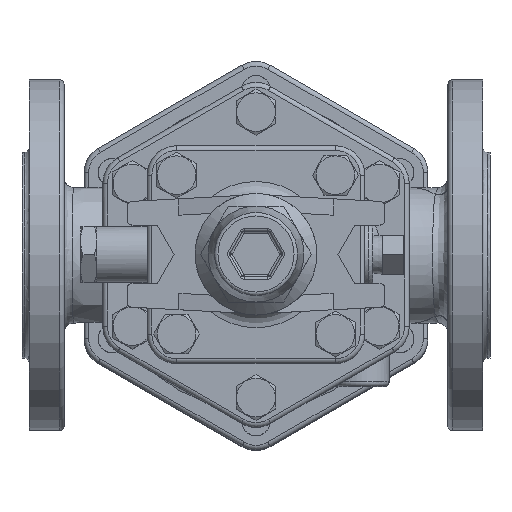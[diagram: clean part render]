
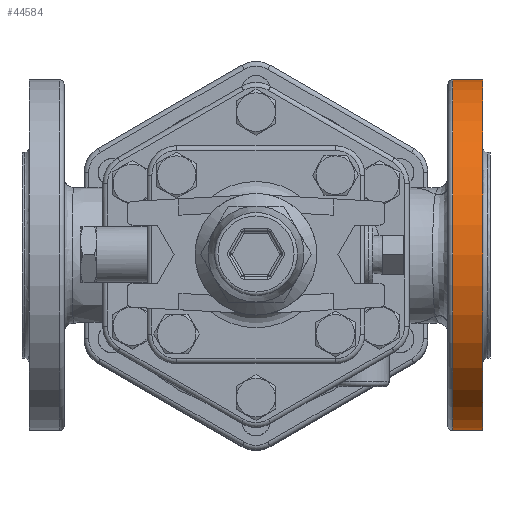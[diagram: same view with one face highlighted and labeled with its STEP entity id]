
A CAD part, top view. The second image highlights one B-rep face of the part: STEP entity #44584.
In plain terms, the highlighted cylindrical face has radius 75 mm (diameter 150 mm), a full revolution.
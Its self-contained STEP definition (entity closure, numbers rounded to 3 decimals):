
#44550=CARTESIAN_POINT('',(84.,0.,33.));
#44551=VERTEX_POINT('',#44550);
#44552=CARTESIAN_POINT('',(84.,0.0,108.));
#44553=DIRECTION('',(-1.0,0.0,0.0));
#44554=DIRECTION('',(0.0,0.0,1.0));
#44555=AXIS2_PLACEMENT_3D('',#44552,#44553,#44554);
#44556=CIRCLE('',#44555,75.0);
#44557=EDGE_CURVE('',#44551,#44551,#44556,.T.);
#44565=CARTESIAN_POINT('',(100.,0.0,108.0));
#44566=DIRECTION('',(-1.0,0.0,0.));
#44567=DIRECTION('',(0.0,0.0,1.0));
#44568=AXIS2_PLACEMENT_3D('',#44565,#44566,#44567);
#44569=CYLINDRICAL_SURFACE('',#44568,75.0);
#44570=CARTESIAN_POINT('',(97.,0.,33.));
#44571=VERTEX_POINT('',#44570);
#44572=CARTESIAN_POINT('',(97.,0.0,108.0));
#44573=DIRECTION('',(-1.0,0.0,0.0));
#44574=DIRECTION('',(0.0,0.0,1.0));
#44575=AXIS2_PLACEMENT_3D('',#44572,#44573,#44574);
#44576=CIRCLE('',#44575,75.0);
#44577=EDGE_CURVE('',#44571,#44571,#44576,.T.);
#44578=ORIENTED_EDGE('',*,*,#44577,.T.);
#44579=EDGE_LOOP('',(#44578));
#44580=FACE_OUTER_BOUND('',#44579,.T.);
#44581=ORIENTED_EDGE('',*,*,#44557,.F.);
#44582=EDGE_LOOP('',(#44581));
#44583=FACE_BOUND('',#44582,.T.);
#44584=ADVANCED_FACE('',(#44580,#44583),#44569,.T.);
